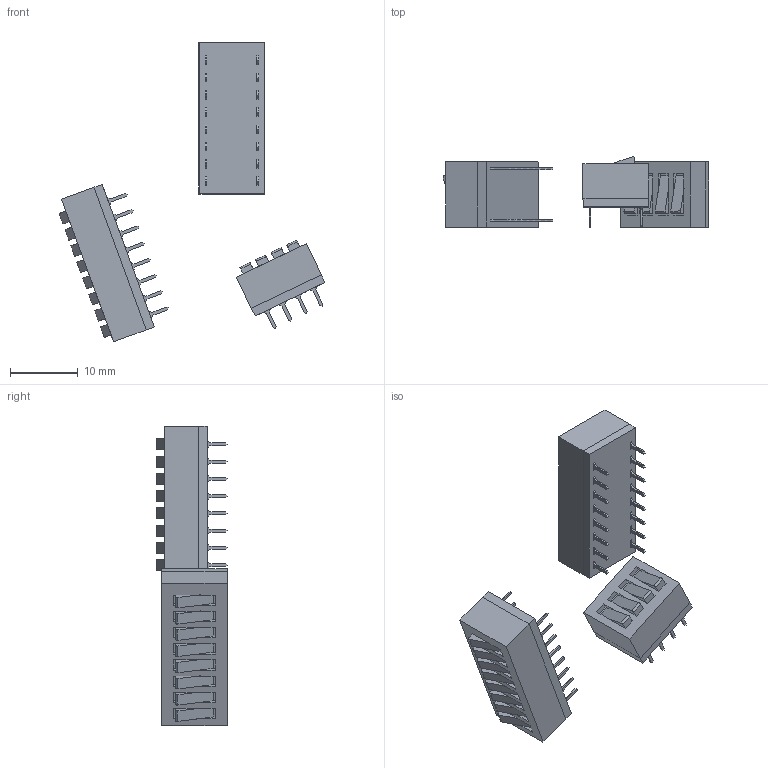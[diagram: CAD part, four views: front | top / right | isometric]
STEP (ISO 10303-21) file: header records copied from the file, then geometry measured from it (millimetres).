
FILE_DESCRIPTION (( 'STEP AP214' ), '1' );
FILE_NAME ('DipSW.STEP', '2017-10-11T07:26:36', ( 'UTILISATEUR' ), ( 'Hewlett-Packard Company' ), 'SwSTEP 2.0', 'SolidWorks 2016', '' );
FILE_SCHEMA (( 'AUTOMOTIVE_DESIGN' ));
Length unit declared in the file: millimetre
Products named in the file (3): DIPSW8; DIPSW16; DipSW
Assembly tree (3 placements, depth 2):
  DipSW
    DIPSW16  x2
    DIPSW8
Bounding box: 39.13 x 10.36 x 44.1 mm (x, y, z)
Volume: 3473.6 mm3; surface area: 2573.2 mm2
Topology: 3 solids, 3 shells, 610 faces, 1540 edges, 996 vertices
Faces by surface type: plane 590, cylinder 20
Entity records: 12692 total; most frequent: CARTESIAN_POINT 1902, ORIENTED_EDGE 1856, DIRECTION 1700, EDGE_CURVE 928, LINE 904, VECTOR 904, VERTEX_POINT 600, EDGE_LOOP 404
